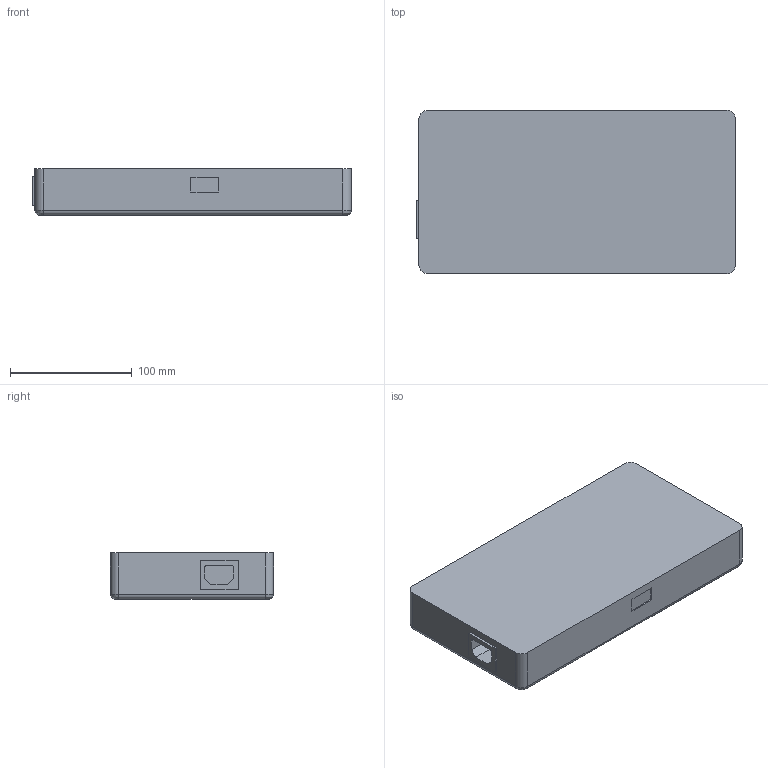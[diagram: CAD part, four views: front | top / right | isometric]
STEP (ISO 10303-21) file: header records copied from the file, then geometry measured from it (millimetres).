
FILE_DESCRIPTION((''),'2;1');
FILE_NAME('AR1153.stp','2021-05-06T14:41:07',('arma03'),(''),'Autodesk Inventor 2013','Autodesk Inventor 2013','');
FILE_SCHEMA(('AUTOMOTIVE_DESIGN { 1 0 10303 214 1 1 1 1 }'));
Length unit declared in the file: millimetre
Products named in the file (1): AR1153
Bounding box: 262 x 134 x 38 mm (x, y, z)
Volume: 1314183.3 mm3; surface area: 99498.2 mm2
Topology: 1 solids, 1 shells, 62 faces, 148 edges, 96 vertices
Faces by surface type: plane 48, cylinder 10, bspline 4
Entity records: 1997 total; most frequent: CARTESIAN_POINT 483, ORIENTED_EDGE 296, DIRECTION 290, EDGE_CURVE 148, VECTOR 124, LINE 124, VERTEX_POINT 96, AXIS2_PLACEMENT_3D 83
